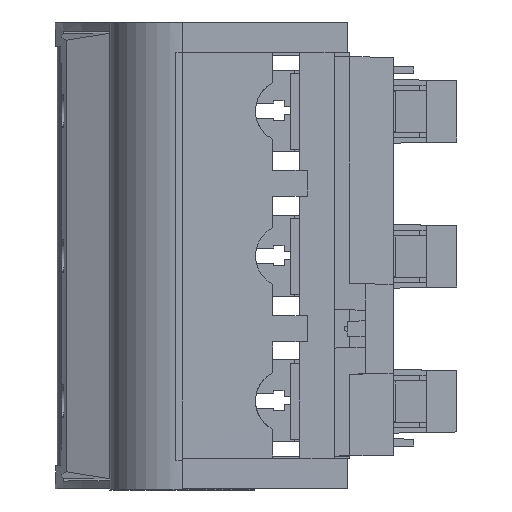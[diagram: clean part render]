
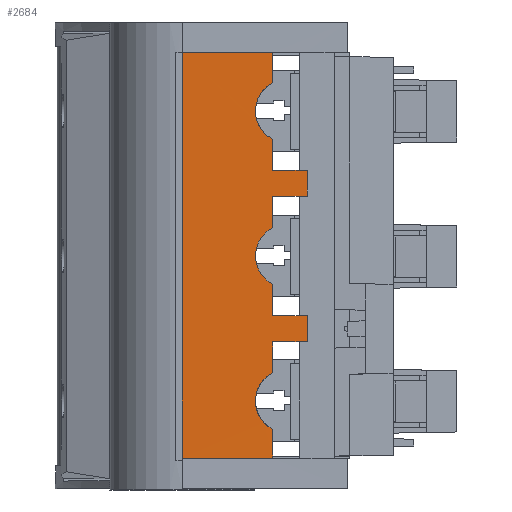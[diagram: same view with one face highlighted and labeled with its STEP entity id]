
A CAD part, left-side view. The second image highlights one B-rep face of the part: STEP entity #2684.
In plain terms, the highlighted planar face has unit normal (-1, 0, 0).
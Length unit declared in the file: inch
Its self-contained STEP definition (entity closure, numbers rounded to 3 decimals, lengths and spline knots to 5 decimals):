
#228=DIRECTION('',(0.,1.,0.002));
#229=VECTOR('',#228,1.39764);
#230=CARTESIAN_POINT('',(-11.71063,2.85101,-2.24937));
#231=LINE('',#230,#229);
#252=DIRECTION('',(0.,0.,-1.));
#253=VECTOR('',#252,6.27756);
#254=CARTESIAN_POINT('',(-11.71063,4.24865,-2.24696));
#255=LINE('',#254,#253);
#272=DIRECTION('',(0.005,0.,-1.));
#273=VECTOR('',#272,0.46613);
#274=CARTESIAN_POINT('',(-11.71063,2.85101,-2.24937));
#275=LINE('',#274,#273);
#276=CARTESIAN_POINT('',(-11.70829,2.85101,-2.71549));
#277=CARTESIAN_POINT('',(-11.70829,2.88602,-2.73369));
#278=CARTESIAN_POINT('',(-11.70829,2.93788,-2.77008));
#279=CARTESIAN_POINT('',(-11.70829,3.01235,-2.84286));
#280=CARTESIAN_POINT('',(-11.70829,3.07042,-2.93383));
#281=CARTESIAN_POINT('',(-11.70829,3.10826,-3.043));
#282=CARTESIAN_POINT('',(-11.70829,3.12017,-3.15217));
#283=CARTESIAN_POINT('',(-11.70829,3.10826,-3.26134));
#284=CARTESIAN_POINT('',(-11.70829,3.07042,-3.37052));
#285=CARTESIAN_POINT('',(-11.70829,3.01235,-3.46149));
#286=CARTESIAN_POINT('',(-11.70829,2.93788,-3.53427));
#287=CARTESIAN_POINT('',(-11.70829,2.88602,-3.57066));
#288=CARTESIAN_POINT('',(-11.70829,2.85101,-3.58886));
#290=DIRECTION('',(0.,0.,-1.));
#291=VECTOR('',#290,0.48292);
#292=CARTESIAN_POINT('',(-11.70829,2.85101,-3.58886));
#293=LINE('',#292,#291);
#294=DIRECTION('',(0.,0.,-1.));
#295=VECTOR('',#294,0.39891);
#296=CARTESIAN_POINT('',(-11.70829,2.31484,-4.07178));
#297=LINE('',#296,#295);
#298=DIRECTION('',(0.,1.,0.));
#299=VECTOR('',#298,0.53617);
#300=CARTESIAN_POINT('',(-11.70829,2.31484,-4.47069));
#301=LINE('',#300,#299);
#302=DIRECTION('',(0.,0.,-1.));
#303=VECTOR('',#302,0.4889);
#304=CARTESIAN_POINT('',(-11.70829,2.85101,-4.47069));
#305=LINE('',#304,#303);
#306=CARTESIAN_POINT('',(-11.70829,2.62409,-5.39627));
#307=DIRECTION('',(-1.,0.,0.));
#308=DIRECTION('',(0.,0.461,0.887));
#309=AXIS2_PLACEMENT_3D('',#306,#307,#308);
#311=DIRECTION('',(0.,0.,-1.));
#312=VECTOR('',#311,0.4892);
#313=CARTESIAN_POINT('',(-11.70829,2.85101,-5.83295));
#314=LINE('',#313,#312);
#315=DIRECTION('',(0.,0.,-1.));
#316=VECTOR('',#315,0.40364);
#317=CARTESIAN_POINT('',(-11.70829,2.31484,-6.32216));
#318=LINE('',#317,#316);
#319=DIRECTION('',(0.,1.,0.));
#320=VECTOR('',#319,0.53617);
#321=CARTESIAN_POINT('',(-11.70829,2.31484,-6.7258));
#322=LINE('',#321,#320);
#323=DIRECTION('',(0.,0.,-1.));
#324=VECTOR('',#323,0.47788);
#325=CARTESIAN_POINT('',(-11.70829,2.85101,-6.7258));
#326=LINE('',#325,#324);
#327=CARTESIAN_POINT('',(-11.70829,2.85101,-7.20368));
#328=CARTESIAN_POINT('',(-11.70829,2.88602,-7.22187));
#329=CARTESIAN_POINT('',(-11.70829,2.93788,-7.25827));
#330=CARTESIAN_POINT('',(-11.70829,3.01235,-7.33105));
#331=CARTESIAN_POINT('',(-11.70829,3.07042,-7.42202));
#332=CARTESIAN_POINT('',(-11.70829,3.10826,-7.53119));
#333=CARTESIAN_POINT('',(-11.70829,3.12017,-7.64036));
#334=CARTESIAN_POINT('',(-11.70829,3.10826,-7.74953));
#335=CARTESIAN_POINT('',(-11.70829,3.07042,-7.8587));
#336=CARTESIAN_POINT('',(-11.70829,3.01235,-7.94968));
#337=CARTESIAN_POINT('',(-11.70829,2.93788,-8.02246));
#338=CARTESIAN_POINT('',(-11.70829,2.88602,-8.05885));
#339=CARTESIAN_POINT('',(-11.70829,2.85101,-8.07705));
#341=DIRECTION('',(-0.005,0.,-1.));
#342=VECTOR('',#341,0.44748);
#343=CARTESIAN_POINT('',(-11.70829,2.85101,-8.07705));
#344=LINE('',#343,#342);
#510=DIRECTION('',(0.,1.,0.));
#511=VECTOR('',#510,0.53617);
#512=CARTESIAN_POINT('',(-11.70829,2.31484,-6.32216));
#513=LINE('',#512,#511);
#554=DIRECTION('',(0.,1.,0.));
#555=VECTOR('',#554,0.53617);
#556=CARTESIAN_POINT('',(-11.70829,2.31484,-4.07178));
#557=LINE('',#556,#555);
#1656=DIRECTION('',(0.,-1.,0.));
#1657=VECTOR('',#1656,1.39764);
#1658=CARTESIAN_POINT('',(-11.71063,4.24865,
-8.52452));
#1659=LINE('',#1658,#1657);
#2024=CARTESIAN_POINT('',(-11.71063,2.85101,
-2.24937));
#2025=VERTEX_POINT('',#2024);
#2026=CARTESIAN_POINT('',(-11.71063,4.24865,
-2.24696));
#2027=VERTEX_POINT('',#2026);
#2040=CARTESIAN_POINT('',(-11.71063,4.24865,
-8.52452));
#2041=VERTEX_POINT('',#2040);
#2054=CARTESIAN_POINT('',(-11.70829,2.85101,
-2.71549));
#2055=VERTEX_POINT('',#2054);
#2056=VERTEX_POINT('',#288);
#2057=CARTESIAN_POINT('',(-11.70829,2.85101,
-4.07178));
#2058=VERTEX_POINT('',#2057);
#2059=CARTESIAN_POINT('',(-11.70829,2.31484,
-4.07178));
#2060=VERTEX_POINT('',#2059);
#2061=CARTESIAN_POINT('',(-11.70829,2.31484,
-4.47069));
#2062=VERTEX_POINT('',#2061);
#2063=CARTESIAN_POINT('',(-11.70829,2.85101,
-4.47069));
#2064=VERTEX_POINT('',#2063);
#2065=CARTESIAN_POINT('',(-11.70829,2.85101,
-4.95959));
#2066=VERTEX_POINT('',#2065);
#2067=CARTESIAN_POINT('',(-11.70829,2.85101,
-5.83295));
#2068=VERTEX_POINT('',#2067);
#2069=CARTESIAN_POINT('',(-11.70829,2.85101,
-6.32216));
#2070=VERTEX_POINT('',#2069);
#2071=CARTESIAN_POINT('',(-11.70829,2.31484,
-6.32216));
#2072=VERTEX_POINT('',#2071);
#2073=CARTESIAN_POINT('',(-11.70829,2.31484,
-6.7258));
#2074=VERTEX_POINT('',#2073);
#2075=CARTESIAN_POINT('',(-11.70829,2.85101,
-6.7258));
#2076=VERTEX_POINT('',#2075);
#2077=CARTESIAN_POINT('',(-11.70829,2.85101,
-7.20368));
#2078=VERTEX_POINT('',#2077);
#2079=VERTEX_POINT('',#339);
#2080=CARTESIAN_POINT('',(-11.71063,2.85101,
-8.52452));
#2081=VERTEX_POINT('',#2080);
#2643=CARTESIAN_POINT('',(-11.70829,4.24865,
-2.24697));
#2644=DIRECTION('',(-1.,0.,0.));
#2645=DIRECTION('',(0.,-1.,0.));
#2646=AXIS2_PLACEMENT_3D('',#2643,#2644,#2645);
#2647=PLANE('',#2646);
#2649=ORIENTED_EDGE('',*,*,#2648,.T.);
#2651=ORIENTED_EDGE('',*,*,#2650,.T.);
#2653=ORIENTED_EDGE('',*,*,#2652,.T.);
#2655=ORIENTED_EDGE('',*,*,#2654,.F.);
#2657=ORIENTED_EDGE('',*,*,#2656,.T.);
#2659=ORIENTED_EDGE('',*,*,#2658,.T.);
#2661=ORIENTED_EDGE('',*,*,#2660,.T.);
#2663=ORIENTED_EDGE('',*,*,#2662,.T.);
#2665=ORIENTED_EDGE('',*,*,#2664,.T.);
#2667=ORIENTED_EDGE('',*,*,#2666,.F.);
#2669=ORIENTED_EDGE('',*,*,#2668,.T.);
#2671=ORIENTED_EDGE('',*,*,#2670,.T.);
#2673=ORIENTED_EDGE('',*,*,#2672,.T.);
#2675=ORIENTED_EDGE('',*,*,#2674,.T.);
#2677=ORIENTED_EDGE('',*,*,#2676,.T.);
#2679=ORIENTED_EDGE('',*,*,#2678,.F.);
#2680=ORIENTED_EDGE('',*,*,#2610,.F.);
#2681=ORIENTED_EDGE('',*,*,#2550,.F.);
#2682=EDGE_LOOP('',(#2649,#2651,#2653,#2655,#2657,#2659,#2661,#2663,#2665,#2667,
#2669,#2671,#2673,#2675,#2677,#2679,#2680,#2681));
#2683=FACE_OUTER_BOUND('',#2682,.F.);
#289=B_SPLINE_CURVE_WITH_KNOTS('',3,(#276,#277,#278,#279,#280,#281,#282,#283,
#284,#285,#286,#287,#288),.UNSPECIFIED.,.F.,.F.,(4,1,1,1,1,1,1,1,1,1,4),(0.,
0.0625,0.125,0.25,0.375,0.5,0.625,0.75,0.875,0.9375,1.),
.UNSPECIFIED.);
#310=CIRCLE('',#309,0.49212);
#340=B_SPLINE_CURVE_WITH_KNOTS('',3,(#327,#328,#329,#330,#331,#332,#333,#334,
#335,#336,#337,#338,#339),.UNSPECIFIED.,.F.,.F.,(4,1,1,1,1,1,1,1,1,1,4),(0.,
0.0625,0.125,0.25,0.375,0.5,0.625,0.75,0.875,0.9375,1.),
.UNSPECIFIED.);
#2550=EDGE_CURVE('',#2025,#2027,#231,.T.);
#2610=EDGE_CURVE('',#2027,#2041,#255,.T.);
#2648=EDGE_CURVE('',#2025,#2055,#275,.T.);
#2650=EDGE_CURVE('',#2055,#2056,#289,.T.);
#2652=EDGE_CURVE('',#2056,#2058,#293,.T.);
#2654=EDGE_CURVE('',#2060,#2058,#557,.T.);
#2656=EDGE_CURVE('',#2060,#2062,#297,.T.);
#2658=EDGE_CURVE('',#2062,#2064,#301,.T.);
#2660=EDGE_CURVE('',#2064,#2066,#305,.T.);
#2662=EDGE_CURVE('',#2066,#2068,#310,.T.);
#2664=EDGE_CURVE('',#2068,#2070,#314,.T.);
#2666=EDGE_CURVE('',#2072,#2070,#513,.T.);
#2668=EDGE_CURVE('',#2072,#2074,#318,.T.);
#2670=EDGE_CURVE('',#2074,#2076,#322,.T.);
#2672=EDGE_CURVE('',#2076,#2078,#326,.T.);
#2674=EDGE_CURVE('',#2078,#2079,#340,.T.);
#2676=EDGE_CURVE('',#2079,#2081,#344,.T.);
#2678=EDGE_CURVE('',#2041,#2081,#1659,.T.);
#2684=ADVANCED_FACE('',(#2683),#2647,.T.);
